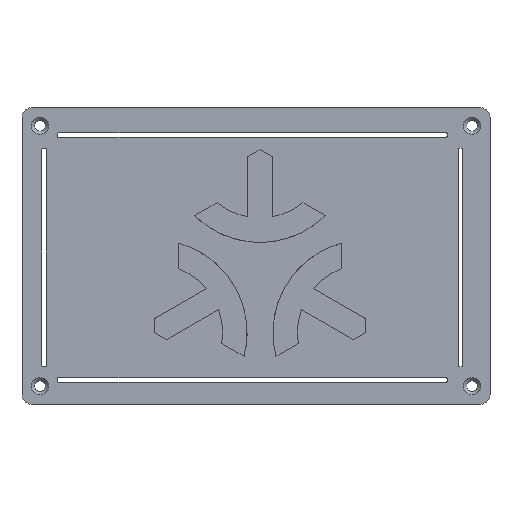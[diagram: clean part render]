
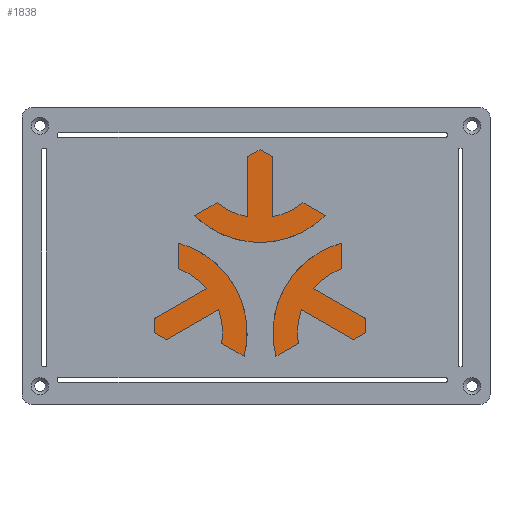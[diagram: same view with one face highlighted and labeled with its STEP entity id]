
A CAD part, top view. The second image highlights one B-rep face of the part: STEP entity #1838.
In plain terms, the highlighted planar face has unit normal (0, 0, 1).
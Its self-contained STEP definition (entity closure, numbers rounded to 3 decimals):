
#50=FACE_BOUND('',#633,.T.);
#51=FACE_BOUND('',#634,.T.);
#52=FACE_BOUND('',#635,.T.);
#53=FACE_BOUND('',#636,.T.);
#54=FACE_BOUND('',#637,.T.);
#85=PLANE('',#1969);
#144=LINE('',#2695,#320);
#145=LINE('',#2697,#321);
#146=LINE('',#2700,#322);
#147=LINE('',#2701,#323);
#320=VECTOR('',#2186,10.);
#321=VECTOR('',#2189,10.);
#322=VECTOR('',#2194,10.);
#323=VECTOR('',#2195,10.);
#532=FACE_OUTER_BOUND('',#632,.T.);
#632=EDGE_LOOP('',(#1331,#1332,#1333,#1334,#1335,#1336,#1337,#1338));
#633=EDGE_LOOP('',(#1339));
#634=EDGE_LOOP('',(#1340));
#635=EDGE_LOOP('',(#1341));
#636=EDGE_LOOP('',(#1342));
#637=EDGE_LOOP('',(#1343));
#752=CIRCLE('',#1943,2.);
#756=CIRCLE('',#1949,2.);
#760=CIRCLE('',#1955,2.);
#764=CIRCLE('',#1962,2.);
#765=CIRCLE('',#1970,2.5);
#766=CIRCLE('',#1971,2.5);
#767=CIRCLE('',#1972,2.5);
#768=CIRCLE('',#1973,2.5);
#769=CIRCLE('',#1974,2.5);
#830=VERTEX_POINT('',#2638);
#831=VERTEX_POINT('',#2639);
#835=VERTEX_POINT('',#2651);
#836=VERTEX_POINT('',#2652);
#840=VERTEX_POINT('',#2664);
#841=VERTEX_POINT('',#2665);
#845=VERTEX_POINT('',#2680);
#846=VERTEX_POINT('',#2681);
#847=VERTEX_POINT('',#2702);
#848=VERTEX_POINT('',#2704);
#849=VERTEX_POINT('',#2706);
#850=VERTEX_POINT('',#2708);
#851=VERTEX_POINT('',#2710);
#1006=EDGE_CURVE('',#830,#831,#752,.T.);
#1012=EDGE_CURVE('',#835,#836,#756,.T.);
#1018=EDGE_CURVE('',#840,#841,#760,.T.);
#1026=EDGE_CURVE('',#845,#846,#764,.T.);
#1035=EDGE_CURVE('',#830,#841,#144,.T.);
#1036=EDGE_CURVE('',#840,#846,#145,.T.);
#1037=EDGE_CURVE('',#845,#836,#146,.T.);
#1038=EDGE_CURVE('',#835,#831,#147,.T.);
#1039=EDGE_CURVE('',#847,#847,#765,.T.);
#1040=EDGE_CURVE('',#848,#848,#766,.T.);
#1041=EDGE_CURVE('',#849,#849,#767,.T.);
#1042=EDGE_CURVE('',#850,#850,#768,.T.);
#1043=EDGE_CURVE('',#851,#851,#769,.T.);
#1331=ORIENTED_EDGE('',*,*,#1006,.F.);
#1332=ORIENTED_EDGE('',*,*,#1035,.T.);
#1333=ORIENTED_EDGE('',*,*,#1018,.F.);
#1334=ORIENTED_EDGE('',*,*,#1036,.T.);
#1335=ORIENTED_EDGE('',*,*,#1026,.F.);
#1336=ORIENTED_EDGE('',*,*,#1037,.T.);
#1337=ORIENTED_EDGE('',*,*,#1012,.F.);
#1338=ORIENTED_EDGE('',*,*,#1038,.T.);
#1339=ORIENTED_EDGE('',*,*,#1039,.T.);
#1340=ORIENTED_EDGE('',*,*,#1040,.T.);
#1341=ORIENTED_EDGE('',*,*,#1041,.T.);
#1342=ORIENTED_EDGE('',*,*,#1042,.T.);
#1343=ORIENTED_EDGE('',*,*,#1043,.T.);
#1838=ADVANCED_FACE('',(#532,#50,#51,#52,#53,#54),#85,.F.);
#1943=AXIS2_PLACEMENT_3D('',#2640,#2122,#2123);
#1949=AXIS2_PLACEMENT_3D('',#2653,#2136,#2137);
#1955=AXIS2_PLACEMENT_3D('',#2666,#2150,#2151);
#1962=AXIS2_PLACEMENT_3D('',#2682,#2168,#2169);
#1969=AXIS2_PLACEMENT_3D('',#2699,#2192,#2193);
#1970=AXIS2_PLACEMENT_3D('',#2703,#2196,#2197);
#1971=AXIS2_PLACEMENT_3D('',#2705,#2198,#2199);
#1972=AXIS2_PLACEMENT_3D('',#2707,#2200,#2201);
#1973=AXIS2_PLACEMENT_3D('',#2709,#2202,#2203);
#1974=AXIS2_PLACEMENT_3D('',#2711,#2204,#2205);
#2122=DIRECTION('center_axis',(0.,0.,-1.));
#2123=DIRECTION('ref_axis',(0.707,0.707,0.));
#2136=DIRECTION('center_axis',(0.,0.,-1.));
#2137=DIRECTION('ref_axis',(0.707,-0.707,0.));
#2150=DIRECTION('center_axis',(0.,0.,-1.));
#2151=DIRECTION('ref_axis',(-0.707,0.707,0.));
#2168=DIRECTION('center_axis',(0.,0.,-1.));
#2169=DIRECTION('ref_axis',(-0.707,-0.707,0.));
#2186=DIRECTION('',(-1.,0.,0.));
#2189=DIRECTION('',(0.,-1.,0.));
#2192=DIRECTION('center_axis',(0.,0.,-1.));
#2193=DIRECTION('ref_axis',(1.,0.,0.));
#2194=DIRECTION('',(1.,0.,0.));
#2195=DIRECTION('',(0.,1.,0.));
#2196=DIRECTION('center_axis',(0.,0.,-1.));
#2197=DIRECTION('ref_axis',(1.,0.,0.));
#2198=DIRECTION('center_axis',(0.,0.,-1.));
#2199=DIRECTION('ref_axis',(1.,0.,0.));
#2200=DIRECTION('center_axis',(0.,0.,-1.));
#2201=DIRECTION('ref_axis',(1.,0.,0.));
#2202=DIRECTION('center_axis',(0.,0.,-1.));
#2203=DIRECTION('ref_axis',(1.,0.,0.));
#2204=DIRECTION('center_axis',(0.,0.,-1.));
#2205=DIRECTION('ref_axis',(1.,0.,0.));
#2638=CARTESIAN_POINT('',(38.,30.,35.5));
#2639=CARTESIAN_POINT('',(40.,28.,35.5));
#2640=CARTESIAN_POINT('Origin',(38.,28.,35.5));
#2651=CARTESIAN_POINT('',(40.,-36.,35.5));
#2652=CARTESIAN_POINT('',(38.,-38.,35.5));
#2653=CARTESIAN_POINT('Origin',(38.,-36.,35.5));
#2664=CARTESIAN_POINT('',(-41.,28.,35.5));
#2665=CARTESIAN_POINT('',(-39.,30.,35.5));
#2666=CARTESIAN_POINT('Origin',(-39.,28.,35.5));
#2680=CARTESIAN_POINT('',(-39.,-38.,35.5));
#2681=CARTESIAN_POINT('',(-41.,-36.,35.5));
#2682=CARTESIAN_POINT('Origin',(-39.,-36.,35.5));
#2695=CARTESIAN_POINT('',(40.,30.,35.5));
#2697=CARTESIAN_POINT('',(-41.,30.,35.5));
#2699=CARTESIAN_POINT('Origin',(-0.5,-4.,35.5));
#2700=CARTESIAN_POINT('',(-41.,-38.,35.5));
#2701=CARTESIAN_POINT('',(40.,-38.,35.5));
#2702=CARTESIAN_POINT('',(27.5,25.,35.5));
#2703=CARTESIAN_POINT('Origin',(30.,25.,35.5));
#2704=CARTESIAN_POINT('',(33.105,-17.519,35.5));
#2705=CARTESIAN_POINT('Origin',(35.605,-17.519,35.5));
#2706=CARTESIAN_POINT('',(-36.544,24.451,35.5));
#2707=CARTESIAN_POINT('Origin',(-34.044,24.451,35.5));
#2708=CARTESIAN_POINT('',(-2.541,-6.178,35.5));
#2709=CARTESIAN_POINT('Origin',(-0.041,-6.178,35.5));
#2710=CARTESIAN_POINT('',(-36.544,-17.519,35.5));
#2711=CARTESIAN_POINT('Origin',(-34.044,-17.519,35.5));
